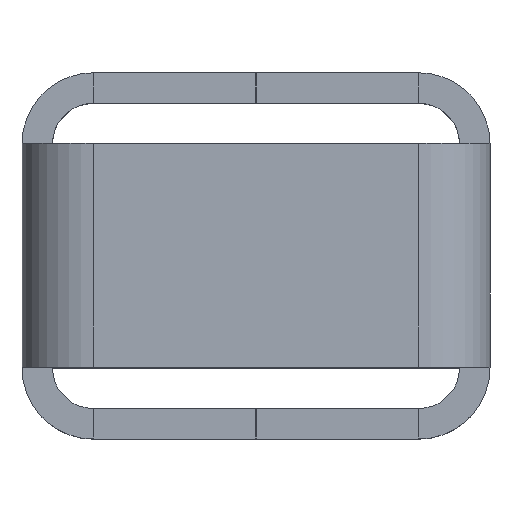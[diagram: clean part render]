
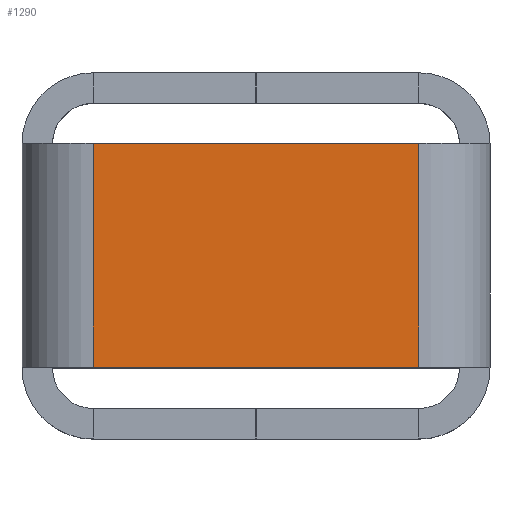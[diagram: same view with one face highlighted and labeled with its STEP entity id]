
A CAD part, top view. The second image highlights one B-rep face of the part: STEP entity #1290.
In plain terms, the highlighted planar face has unit normal (0, 0, 1).
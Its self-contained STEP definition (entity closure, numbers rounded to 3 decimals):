
#827=CARTESIAN_POINT('Vertex',(-16.,-11.,3.)) ;
#870=CARTESIAN_POINT('Vertex',(-16.,11.,3.)) ;
#1022=CARTESIAN_POINT('Vertex',(16.,-11.,3.)) ;
#1025=CARTESIAN_POINT('Line Origine',(0.,-11.,3.)) ;
#1047=CARTESIAN_POINT('Line Origine',(-16.,0.,3.)) ;
#1071=CARTESIAN_POINT('Line Origine',(0.,11.,3.)) ;
#1075=CARTESIAN_POINT('Vertex',(16.,11.,3.)) ;
#1274=CARTESIAN_POINT('Axis2P3D Location',(0.,0.,3.)) ;
#1279=CARTESIAN_POINT('Line Origine',(16.,0.,3.)) ;
#1026=DIRECTION('Vector Direction',(1.,0.,0.)) ;
#1048=DIRECTION('Vector Direction',(0.,-1.,0.)) ;
#1072=DIRECTION('Vector Direction',(-1.,0.,0.)) ;
#1275=DIRECTION('Axis2P3D Direction',(0.,0.,1.)) ;
#1276=DIRECTION('Axis2P3D XDirection',(1.,0.,0.)) ;
#1280=DIRECTION('Vector Direction',(0.,1.,0.)) ;
#1277=AXIS2_PLACEMENT_3D('Plane Axis2P3D',#1274,#1275,#1276) ;
#1285=ORIENTED_EDGE('',*,*,#1077,.T.) ;
#1286=ORIENTED_EDGE('',*,*,#1051,.T.) ;
#1287=ORIENTED_EDGE('',*,*,#1029,.T.) ;
#1288=ORIENTED_EDGE('',*,*,#1283,.T.) ;
#1027=VECTOR('Line Direction',#1026,1.) ;
#1049=VECTOR('Line Direction',#1048,1.) ;
#1073=VECTOR('Line Direction',#1072,1.) ;
#1281=VECTOR('Line Direction',#1280,1.) ;
#1290=ADVANCED_FACE('Hauptk\X2\00F6\X0\rper',(#1289),#1278,.T.) ;
#1029=EDGE_CURVE('',#828,#1023,#1028,.T.) ;
#1051=EDGE_CURVE('',#871,#828,#1050,.T.) ;
#1077=EDGE_CURVE('',#1076,#871,#1074,.T.) ;
#1283=EDGE_CURVE('',#1023,#1076,#1282,.T.) ;
#1284=EDGE_LOOP('',(#1285,#1286,#1287,#1288)) ;
#1289=FACE_OUTER_BOUND('',#1284,.T.) ;
#1028=LINE('Line',#1025,#1027) ;
#1050=LINE('Line',#1047,#1049) ;
#1074=LINE('Line',#1071,#1073) ;
#1282=LINE('Line',#1279,#1281) ;
#1278=PLANE('',#1277) ;
#828=VERTEX_POINT('',#827) ;
#871=VERTEX_POINT('',#870) ;
#1023=VERTEX_POINT('',#1022) ;
#1076=VERTEX_POINT('',#1075) ;
